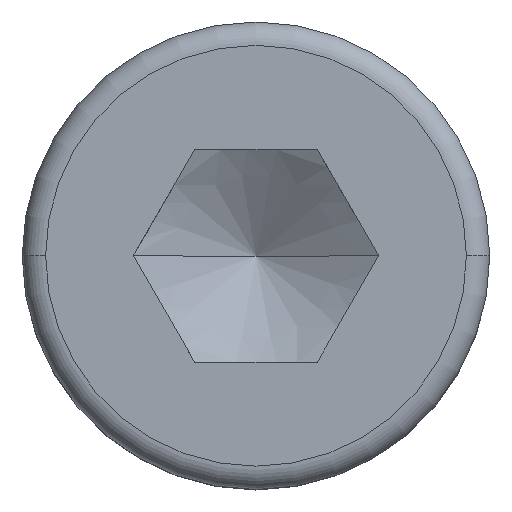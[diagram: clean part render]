
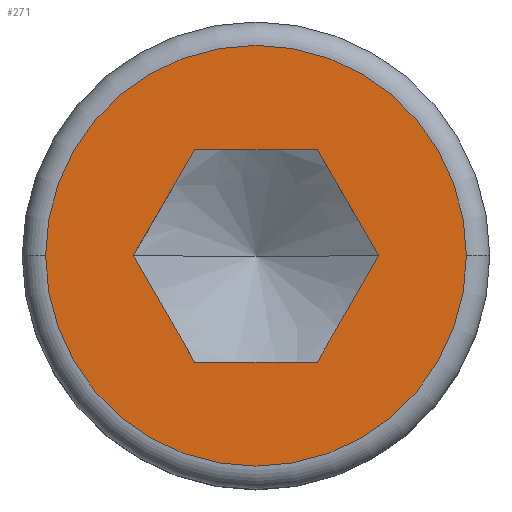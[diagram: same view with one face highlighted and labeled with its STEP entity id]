
A CAD part, top view. The second image highlights one B-rep face of the part: STEP entity #271.
In plain terms, the highlighted planar face has unit normal (0, 0, 1).
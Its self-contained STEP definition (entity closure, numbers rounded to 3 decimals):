
#4 = VERTEX_POINT ( 'NONE', #528 ) ;
#16 = AXIS2_PLACEMENT_3D ( 'NONE', #113, #370, #119 ) ;
#27 = VERTEX_POINT ( 'NONE', #224 ) ;
#28 = CARTESIAN_POINT ( 'NONE',  ( -1.443, 0., 3. ) ) ;
#32 = CIRCLE ( 'NONE', #16, 2.475 ) ;
#43 = VECTOR ( 'NONE', #319, 1000. ) ;
#50 = EDGE_CURVE ( 'E1', #212, #248, #320, .T. ) ;
#65 = VECTOR ( 'NONE', #543, 1000. ) ;
#67 = DIRECTION ( 'NONE',  ( 0.5, -0.866, 0. ) ) ;
#90 = CARTESIAN_POINT ( 'NONE',  ( -0.722, -1.25, 3. ) ) ;
#95 = CARTESIAN_POINT ( 'NONE',  ( 0., 0., 3. ) ) ;
#99 = CARTESIAN_POINT ( 'NONE',  ( -0.722, 1.25, 3. ) ) ;
#102 = LINE ( 'NONE', #28, #453 ) ;
#113 = CARTESIAN_POINT ( 'NONE',  ( 0., 0., 3. ) ) ;
#115 = DIRECTION ( 'NONE',  ( -1., 0., 0. ) ) ;
#117 = LINE ( 'NONE', #293, #466 ) ;
#119 = DIRECTION ( 'NONE',  ( 1., 0., 0. ) ) ;
#129 = DIRECTION ( 'NONE',  ( -0.5, 0.866, 0. ) ) ;
#130 = AXIS2_PLACEMENT_3D ( 'NONE', #377, #330, #115 ) ;
#132 = LINE ( 'NONE', #471, #474 ) ;
#156 = VERTEX_POINT ( 'NONE', #493 ) ;
#168 = EDGE_LOOP ( 'NONE', ( #394, #277, #249, #572, #429, #340 ) ) ;
#197 = CARTESIAN_POINT ( 'NONE',  ( 1.443, 0., 3. ) ) ;
#204 = VERTEX_POINT ( 'NONE', #286 ) ;
#210 = EDGE_CURVE ( 'E15', #204, #545, #295, .T. ) ;
#211 = ORIENTED_EDGE ( 'NONE', *, *, #314, .T. ) ;
#212 = VERTEX_POINT ( 'NONE', #364 ) ;
#224 = CARTESIAN_POINT ( 'NONE',  ( -1.443, 0., 3. ) ) ;
#244 = EDGE_CURVE ( 'E43', #156, #4, #512, .T. ) ;
#248 = VERTEX_POINT ( 'NONE', #504 ) ;
#249 = ORIENTED_EDGE ( 'NONE', *, *, #272, .T. ) ;
#271 = ADVANCED_FACE ( 'E0', ( #410, #375 ), #555, .F. ) ;
#272 = EDGE_CURVE ( 'E22', #545, #526, #132, .T. ) ;
#277 = ORIENTED_EDGE ( 'NONE', *, *, #210, .T. ) ;
#286 = CARTESIAN_POINT ( 'NONE',  ( 1.443, 0., 3. ) ) ;
#293 = CARTESIAN_POINT ( 'NONE',  ( 0.722, 1.25, 3. ) ) ;
#294 = EDGE_CURVE ( 'E8', #4, #204, #117, .T. ) ;
#295 = LINE ( 'NONE', #197, #65 ) ;
#314 = EDGE_CURVE ( 'E1', #248, #212, #32, .T. ) ;
#319 = DIRECTION ( 'NONE',  ( 1., 0., 0. ) ) ;
#320 = CIRCLE ( 'NONE', #506, 2.475 ) ;
#330 = DIRECTION ( 'NONE',  ( 0., 0., -1. ) ) ;
#336 = DIRECTION ( 'NONE',  ( 0.5, 0.866, 0. ) ) ;
#340 = ORIENTED_EDGE ( 'NONE', *, *, #244, .T. ) ;
#345 = VECTOR ( 'NONE', #129, 1000. ) ;
#364 = CARTESIAN_POINT ( 'NONE',  ( -2.475, 0., 3. ) ) ;
#370 = DIRECTION ( 'NONE',  ( 0., 0., 1. ) ) ;
#372 = EDGE_CURVE ( 'E36', #27, #156, #102, .T. ) ;
#374 = LINE ( 'NONE', #521, #345 ) ;
#375 = FACE_BOUND ( 'NONE', #168, .T. ) ;
#377 = CARTESIAN_POINT ( 'NONE',  ( 0., 2.475, 3. ) ) ;
#385 = ORIENTED_EDGE ( 'NONE', *, *, #50, .T. ) ;
#394 = ORIENTED_EDGE ( 'NONE', *, *, #294, .T. ) ;
#410 = FACE_OUTER_BOUND ( 'NONE', #502, .T. ) ;
#415 = EDGE_CURVE ( 'E29', #526, #27, #374, .T. ) ;
#429 = ORIENTED_EDGE ( 'NONE', *, *, #372, .T. ) ;
#450 = CARTESIAN_POINT ( 'NONE',  ( 0.722, -1.25, 3. ) ) ;
#453 = VECTOR ( 'NONE', #336, 1000. ) ;
#459 = DIRECTION ( 'NONE',  ( 1., 0., 0. ) ) ;
#466 = VECTOR ( 'NONE', #67, 1000. ) ;
#471 = CARTESIAN_POINT ( 'NONE',  ( 0.722, -1.25, 3. ) ) ;
#474 = VECTOR ( 'NONE', #548, 1000. ) ;
#493 = CARTESIAN_POINT ( 'NONE',  ( -0.722, 1.25, 3. ) ) ;
#502 = EDGE_LOOP ( 'NONE', ( #211, #385 ) ) ;
#504 = CARTESIAN_POINT ( 'NONE',  ( 2.475, 0., 3. ) ) ;
#506 = AXIS2_PLACEMENT_3D ( 'NONE', #95, #538, #459 ) ;
#512 = LINE ( 'NONE', #99, #43 ) ;
#521 = CARTESIAN_POINT ( 'NONE',  ( -0.722, -1.25, 3. ) ) ;
#526 = VERTEX_POINT ( 'NONE', #90 ) ;
#528 = CARTESIAN_POINT ( 'NONE',  ( 0.722, 1.25, 3. ) ) ;
#538 = DIRECTION ( 'NONE',  ( 0., 0., 1. ) ) ;
#543 = DIRECTION ( 'NONE',  ( -0.5, -0.866, 0. ) ) ;
#545 = VERTEX_POINT ( 'NONE', #450 ) ;
#548 = DIRECTION ( 'NONE',  ( -1., 0., 0. ) ) ;
#555 = PLANE ( 'NONE',  #130 ) ;
#572 = ORIENTED_EDGE ( 'NONE', *, *, #415, .T. ) ;
